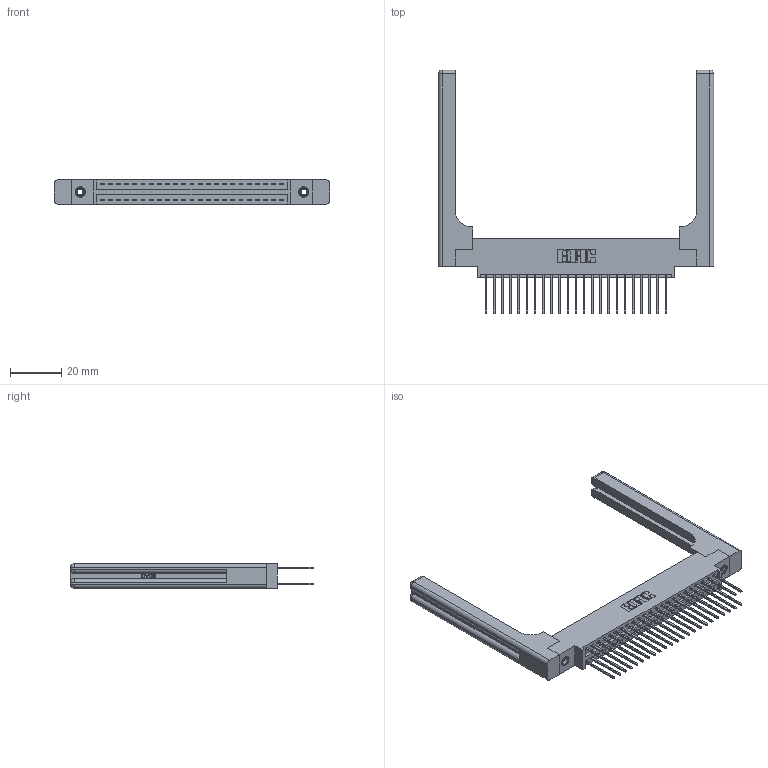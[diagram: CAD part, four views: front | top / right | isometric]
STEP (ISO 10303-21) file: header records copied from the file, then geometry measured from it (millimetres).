
FILE_DESCRIPTION (( 'STEP AP203' ), '1' );
FILE_NAME ('396-046-540-858.STEP', '2019-11-02T06:43:34', ( '' ), ( '' ), 'SwSTEP 2.0', 'SolidWorks 2016', '' );
FILE_SCHEMA (( 'CONFIG_CONTROL_DESIGN' ));
Length unit declared in the file: inch
Products named in the file (5): 346 Part_0.170 Offset - 0.156 Dia-TH; 345-292-001_345-293-140; 345-250-001_345-250-001-102; 346-220-058_345-220-058; 396-046-540-858
Assembly tree (51 placements, depth 2):
  396-046-540-858
    346 Part_0.170 Offset - 0.156 Dia-TH
    345-292-001_345-293-140  x46
    345-250-001_345-250-001-102  x2
    346-220-058_345-220-058  x2
Bounding box: 107.09 x 94.74 x 9.4 mm (x, y, z)
Volume: 17808.7 mm3; surface area: 19856.5 mm2
Topology: 51 solids, 51 shells, 2774 faces, 8137 edges, 5342 vertices
Faces by surface type: plane 1838, cylinder 876, bspline 36, cone 12, sphere 8, torus 4
Entity records: 22900 total; most frequent: CARTESIAN_POINT 4809, ORIENTED_EDGE 3540, DIRECTION 3222, EDGE_CURVE 1770, VECTOR 1454, LINE 1454, VERTEX_POINT 1170, AXIS2_PLACEMENT_3D 884
